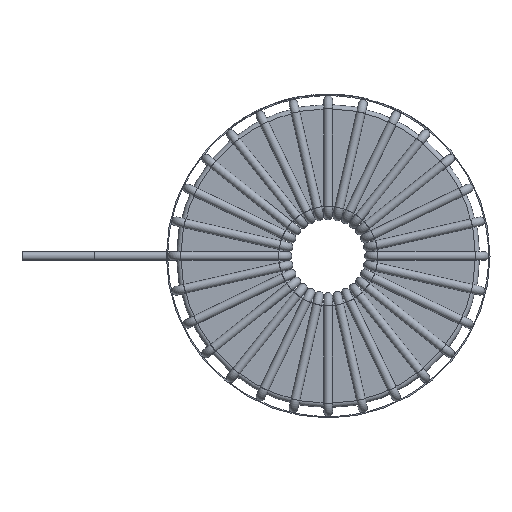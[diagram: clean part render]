
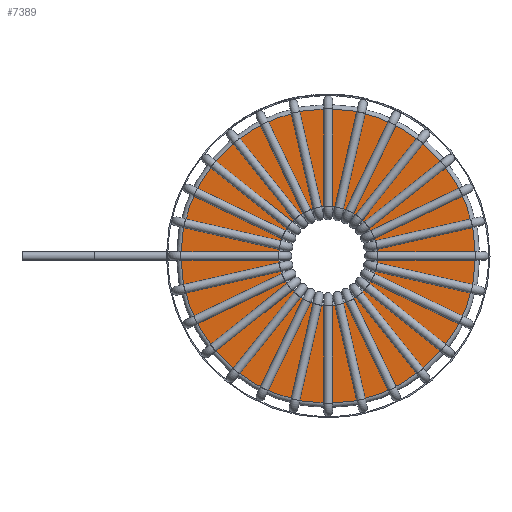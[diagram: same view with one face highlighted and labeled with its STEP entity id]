
A CAD part, front view. The second image highlights one B-rep face of the part: STEP entity #7389.
In plain terms, the highlighted planar face has unit normal (0, -1, 0).
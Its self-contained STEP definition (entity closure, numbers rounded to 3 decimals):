
#1480=FACE_BOUND('',#1943,.T.);
#1497=PLANE('',#7829);
#1559=FACE_OUTER_BOUND('',#1942,.T.);
#1942=EDGE_LOOP('',(#4973));
#1943=EDGE_LOOP('',(#4974));
#2341=CIRCLE('',#7825,3.4);
#2345=CIRCLE('',#7830,10.1);
#3028=VERTEX_POINT('',#11252);
#3031=VERTEX_POINT('',#11260);
#3816=EDGE_CURVE('',#3028,#3028,#2341,.T.);
#3820=EDGE_CURVE('',#3031,#3031,#2345,.T.);
#4973=ORIENTED_EDGE('',*,*,#3820,.F.);
#4974=ORIENTED_EDGE('',*,*,#3816,.F.);
#7389=ADVANCED_FACE('',(#1559,#1480),#1497,.F.);
#7825=AXIS2_PLACEMENT_3D('',#11253,#8848,#8849);
#7829=AXIS2_PLACEMENT_3D('',#11259,#8856,#8857);
#7830=AXIS2_PLACEMENT_3D('',#11261,#8858,#8859);
#8848=DIRECTION('center_axis',(0.,-1.,0.));
#8849=DIRECTION('ref_axis',(1.,0.,0.));
#8856=DIRECTION('center_axis',(0.,1.,0.));
#8857=DIRECTION('ref_axis',(0.,0.,1.));
#8858=DIRECTION('center_axis',(0.,1.,0.));
#8859=DIRECTION('ref_axis',(1.,0.,0.));
#11252=CARTESIAN_POINT('',(0.,-4.9,-3.4));
#11253=CARTESIAN_POINT('Origin',(0.,-4.9,0.));
#11259=CARTESIAN_POINT('Origin',(0.,-4.9,0.));
#11260=CARTESIAN_POINT('',(0.,-4.9,10.1));
#11261=CARTESIAN_POINT('Origin',(0.,-4.9,0.));
